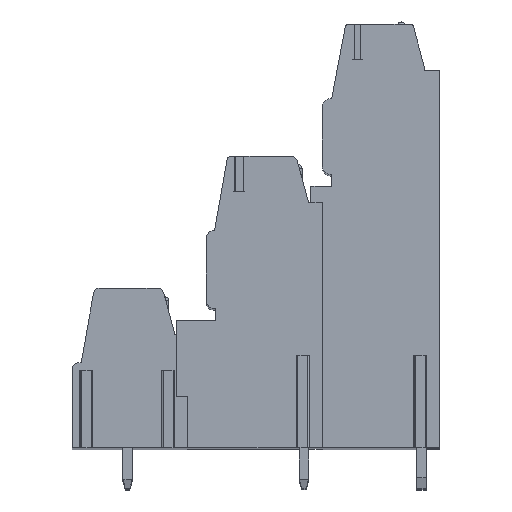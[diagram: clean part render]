
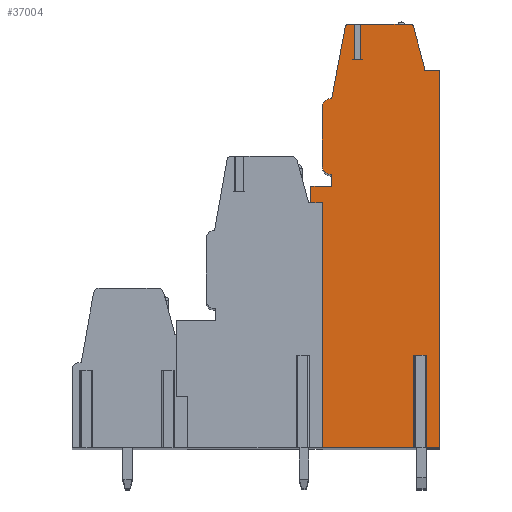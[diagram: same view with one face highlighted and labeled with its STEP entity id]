
A CAD part, top view. The second image highlights one B-rep face of the part: STEP entity #37004.
In plain terms, the highlighted planar face has unit normal (0, 0, 1).
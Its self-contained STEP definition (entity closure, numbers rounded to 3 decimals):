
#13=DIRECTION('',(0.,1.,0.));
#14=VECTOR('',#13,14.45);
#15=CARTESIAN_POINT('',(1.,-19.1,88.9));
#16=LINE('',#15,#14);
#17=DIRECTION('',(0.,-1.,0.));
#18=VECTOR('',#17,1.45);
#19=CARTESIAN_POINT('',(0.,3.5,88.9));
#20=LINE('',#19,#18);
#21=DIRECTION('',(-1.,0.,0.));
#22=VECTOR('',#21,1.8);
#23=CARTESIAN_POINT('',(1.8,3.5,88.9));
#24=LINE('',#23,#22);
#25=DIRECTION('',(0.,-1.,0.));
#26=VECTOR('',#25,1.);
#27=CARTESIAN_POINT('',(1.8,4.5,88.9));
#28=LINE('',#27,#26);
#29=CARTESIAN_POINT('',(1.8,5.3,88.9));
#30=DIRECTION('',(0.,0.,1.));
#31=DIRECTION('',(-1.,0.,0.));
#32=AXIS2_PLACEMENT_3D('',#29,#30,#31);
#34=DIRECTION('',(0.,-1.,0.));
#35=VECTOR('',#34,5.);
#36=CARTESIAN_POINT('',(1.,10.3,88.9));
#37=LINE('',#36,#35);
#38=CARTESIAN_POINT('',(1.8,10.3,88.9));
#39=DIRECTION('',(0.,0.,1.));
#40=DIRECTION('',(0.,1.,0.));
#41=AXIS2_PLACEMENT_3D('',#38,#39,#40);
#43=DIRECTION('',(-0.186,-0.983,0.));
#44=VECTOR('',#43,6.265);
#45=CARTESIAN_POINT('',(2.964,17.256,88.9));
#46=LINE('',#45,#44);
#47=CARTESIAN_POINT('',(3.259,17.2,88.9));
#48=DIRECTION('',(0.,0.,1.));
#49=DIRECTION('',(0.,1.,0.));
#50=AXIS2_PLACEMENT_3D('',#47,#48,#49);
#52=DIRECTION('',(-1.,0.,0.));
#53=VECTOR('',#52,0.551);
#54=CARTESIAN_POINT('',(3.81,17.5,88.9));
#55=LINE('',#54,#53);
#56=DIRECTION('',(0.,-1.,0.));
#57=VECTOR('',#56,3.05);
#58=CARTESIAN_POINT('',(3.81,17.5,88.9));
#59=LINE('',#58,#57);
#60=DIRECTION('',(1.,0.,0.));
#61=VECTOR('',#60,0.5);
#62=CARTESIAN_POINT('',(3.81,14.45,88.9));
#63=LINE('',#62,#61);
#64=DIRECTION('',(0.,-1.,0.));
#65=VECTOR('',#64,3.05);
#66=CARTESIAN_POINT('',(4.31,17.5,88.9));
#67=LINE('',#66,#65);
#68=DIRECTION('',(-1.,0.,0.));
#69=VECTOR('',#68,4.27);
#70=CARTESIAN_POINT('',(8.58,17.5,88.9));
#71=LINE('',#70,#69);
#72=CARTESIAN_POINT('',(8.58,17.2,88.9));
#73=DIRECTION('',(0.,0.,1.));
#74=DIRECTION('',(0.965,0.261,0.));
#75=AXIS2_PLACEMENT_3D('',#72,#73,#74);
#77=DIRECTION('',(-0.261,0.965,0.));
#78=VECTOR('',#77,3.539);
#79=CARTESIAN_POINT('',(9.792,13.861,88.9));
#80=LINE('',#79,#78);
#81=DIRECTION('',(-0.035,0.999,0.));
#82=VECTOR('',#81,0.361);
#83=CARTESIAN_POINT('',(9.805,13.5,88.9));
#84=LINE('',#83,#82);
#85=DIRECTION('',(-1.,0.,0.));
#86=VECTOR('',#85,1.355);
#87=CARTESIAN_POINT('',(11.16,13.5,88.9));
#88=LINE('',#87,#86);
#89=DIRECTION('',(0.,1.,0.));
#90=VECTOR('',#89,32.6);
#91=CARTESIAN_POINT('',(11.16,-19.1,88.9));
#92=LINE('',#91,#90);
#93=DIRECTION('',(1.,0.,0.));
#94=VECTOR('',#93,1.39);
#95=CARTESIAN_POINT('',(9.77,-19.1,88.9));
#96=LINE('',#95,#94);
#97=DIRECTION('',(0.,1.,0.));
#98=VECTOR('',#97,8.);
#99=CARTESIAN_POINT('',(9.77,-19.1,88.9));
#100=LINE('',#99,#98);
#101=DIRECTION('',(-1.,0.,0.));
#102=VECTOR('',#101,0.62);
#103=CARTESIAN_POINT('',(9.77,-11.1,88.9));
#104=LINE('',#103,#102);
#105=DIRECTION('',(0.,1.,0.));
#106=VECTOR('',#105,8.);
#107=CARTESIAN_POINT('',(9.15,-19.1,88.9));
#108=LINE('',#107,#106);
#109=DIRECTION('',(1.,0.,0.));
#110=VECTOR('',#109,8.15);
#111=CARTESIAN_POINT('',(1.,-19.1,88.9));
#112=LINE('',#111,#110);
#133=DIRECTION('',(-1.,0.,0.));
#134=VECTOR('',#133,1.195);
#135=CARTESIAN_POINT('',(1.,-4.65,88.9));
#136=LINE('',#135,#134);
#141=DIRECTION('',(-1.,0.,0.));
#142=VECTOR('',#141,0.195);
#143=CARTESIAN_POINT('',(0.,2.05,88.9));
#144=LINE('',#143,#142);
#865=DIRECTION('',(0.,-1.,0.));
#866=VECTOR('',#865,6.7);
#867=CARTESIAN_POINT('',(-0.195,2.05,88.9));
#868=LINE('',#867,#866);
#29207=CARTESIAN_POINT('',(11.16,-19.1,88.9));
#29208=CARTESIAN_POINT('',(11.16,13.5,88.9));
#29209=VERTEX_POINT('',#29207);
#29210=VERTEX_POINT('',#29208);
#29211=CARTESIAN_POINT('',(9.805,13.5,88.9));
#29212=VERTEX_POINT('',#29211);
#29213=CARTESIAN_POINT('',(9.792,13.861,88.9));
#29214=VERTEX_POINT('',#29213);
#29215=CARTESIAN_POINT('',(8.87,17.278,88.9));
#29216=VERTEX_POINT('',#29215);
#29217=CARTESIAN_POINT('',(8.58,17.5,88.9));
#29218=VERTEX_POINT('',#29217);
#29219=CARTESIAN_POINT('',(3.259,17.5,88.9));
#29220=CARTESIAN_POINT('',(2.964,17.256,88.9));
#29221=VERTEX_POINT('',#29219);
#29222=VERTEX_POINT('',#29220);
#29223=CARTESIAN_POINT('',(1.8,11.1,88.9));
#29224=VERTEX_POINT('',#29223);
#29225=CARTESIAN_POINT('',(1.,10.3,88.9));
#29226=VERTEX_POINT('',#29225);
#29227=CARTESIAN_POINT('',(1.,5.3,88.9));
#29228=VERTEX_POINT('',#29227);
#29229=CARTESIAN_POINT('',(1.8,4.5,88.9));
#29230=VERTEX_POINT('',#29229);
#29231=CARTESIAN_POINT('',(1.8,3.5,88.9));
#29232=VERTEX_POINT('',#29231);
#29233=CARTESIAN_POINT('',(0.,3.5,88.9));
#29234=VERTEX_POINT('',#29233);
#29333=CARTESIAN_POINT('',(1.,-19.1,88.9));
#29334=VERTEX_POINT('',#29333);
#29359=CARTESIAN_POINT('',(9.77,-11.1,88.9));
#29360=CARTESIAN_POINT('',(9.15,-11.1,88.9));
#29361=VERTEX_POINT('',#29359);
#29362=VERTEX_POINT('',#29360);
#29363=CARTESIAN_POINT('',(9.77,-19.1,88.9));
#29364=VERTEX_POINT('',#29363);
#29365=CARTESIAN_POINT('',(9.15,-19.1,88.9));
#29366=VERTEX_POINT('',#29365);
#29403=CARTESIAN_POINT('',(3.81,14.45,88.9));
#29404=CARTESIAN_POINT('',(4.31,14.45,88.9));
#29405=VERTEX_POINT('',#29403);
#29406=VERTEX_POINT('',#29404);
#29407=CARTESIAN_POINT('',(4.31,17.5,88.9));
#29408=VERTEX_POINT('',#29407);
#29409=CARTESIAN_POINT('',(3.81,17.5,88.9));
#29410=VERTEX_POINT('',#29409);
#29787=CARTESIAN_POINT('',(-0.195,-4.65,88.9));
#29789=VERTEX_POINT('',#29787);
#29791=CARTESIAN_POINT('',(0.,2.05,88.9));
#29792=CARTESIAN_POINT('',(-0.195,2.05,88.9));
#29793=VERTEX_POINT('',#29791);
#29794=VERTEX_POINT('',#29792);
#29799=CARTESIAN_POINT('',(1.,-4.65,88.9));
#29801=VERTEX_POINT('',#29799);
#36943=CARTESIAN_POINT('',(0.,0.,88.9));
#36944=DIRECTION('',(0.,0.,1.));
#36945=DIRECTION('',(1.,0.,0.));
#36946=AXIS2_PLACEMENT_3D('',#36943,#36944,#36945);
#36947=PLANE('',#36946);
#36949=ORIENTED_EDGE('',*,*,#36948,.T.);
#36951=ORIENTED_EDGE('',*,*,#36950,.T.);
#36953=ORIENTED_EDGE('',*,*,#36952,.F.);
#36955=ORIENTED_EDGE('',*,*,#36954,.F.);
#36957=ORIENTED_EDGE('',*,*,#36956,.F.);
#36959=ORIENTED_EDGE('',*,*,#36958,.F.);
#36961=ORIENTED_EDGE('',*,*,#36960,.F.);
#36963=ORIENTED_EDGE('',*,*,#36962,.F.);
#36965=ORIENTED_EDGE('',*,*,#36964,.F.);
#36967=ORIENTED_EDGE('',*,*,#36966,.F.);
#36969=ORIENTED_EDGE('',*,*,#36968,.F.);
#36971=ORIENTED_EDGE('',*,*,#36970,.F.);
#36973=ORIENTED_EDGE('',*,*,#36972,.F.);
#36975=ORIENTED_EDGE('',*,*,#36974,.T.);
#36977=ORIENTED_EDGE('',*,*,#36976,.T.);
#36979=ORIENTED_EDGE('',*,*,#36978,.F.);
#36981=ORIENTED_EDGE('',*,*,#36980,.F.);
#36983=ORIENTED_EDGE('',*,*,#36982,.F.);
#36985=ORIENTED_EDGE('',*,*,#36984,.F.);
#36987=ORIENTED_EDGE('',*,*,#36986,.F.);
#36989=ORIENTED_EDGE('',*,*,#36988,.F.);
#36991=ORIENTED_EDGE('',*,*,#36990,.F.);
#36993=ORIENTED_EDGE('',*,*,#36992,.F.);
#36995=ORIENTED_EDGE('',*,*,#36994,.T.);
#36997=ORIENTED_EDGE('',*,*,#36996,.T.);
#36999=ORIENTED_EDGE('',*,*,#36998,.F.);
#37001=ORIENTED_EDGE('',*,*,#37000,.F.);
#37002=EDGE_LOOP('',(#36949,#36951,#36953,#36955,#36957,#36959,#36961,#36963,
#36965,#36967,#36969,#36971,#36973,#36975,#36977,#36979,#36981,#36983,#36985,
#36987,#36989,#36991,#36993,#36995,#36997,#36999,#37001));
#37003=FACE_OUTER_BOUND('',#37002,.F.);
#33=CIRCLE('',#32,0.8);
#42=CIRCLE('',#41,0.8);
#51=CIRCLE('',#50,0.3);
#76=CIRCLE('',#75,0.3);
#36948=EDGE_CURVE('',#29334,#29801,#16,.T.);
#36950=EDGE_CURVE('',#29801,#29789,#136,.T.);
#36952=EDGE_CURVE('',#29794,#29789,#868,.T.);
#36954=EDGE_CURVE('',#29793,#29794,#144,.T.);
#36956=EDGE_CURVE('',#29234,#29793,#20,.T.);
#36958=EDGE_CURVE('',#29232,#29234,#24,.T.);
#36960=EDGE_CURVE('',#29230,#29232,#28,.T.);
#36962=EDGE_CURVE('',#29228,#29230,#33,.T.);
#36964=EDGE_CURVE('',#29226,#29228,#37,.T.);
#36966=EDGE_CURVE('',#29224,#29226,#42,.T.);
#36968=EDGE_CURVE('',#29222,#29224,#46,.T.);
#36970=EDGE_CURVE('',#29221,#29222,#51,.T.);
#36972=EDGE_CURVE('',#29410,#29221,#55,.T.);
#36974=EDGE_CURVE('',#29410,#29405,#59,.T.);
#36976=EDGE_CURVE('',#29405,#29406,#63,.T.);
#36978=EDGE_CURVE('',#29408,#29406,#67,.T.);
#36980=EDGE_CURVE('',#29218,#29408,#71,.T.);
#36982=EDGE_CURVE('',#29216,#29218,#76,.T.);
#36984=EDGE_CURVE('',#29214,#29216,#80,.T.);
#36986=EDGE_CURVE('',#29212,#29214,#84,.T.);
#36988=EDGE_CURVE('',#29210,#29212,#88,.T.);
#36990=EDGE_CURVE('',#29209,#29210,#92,.T.);
#36992=EDGE_CURVE('',#29364,#29209,#96,.T.);
#36994=EDGE_CURVE('',#29364,#29361,#100,.T.);
#36996=EDGE_CURVE('',#29361,#29362,#104,.T.);
#36998=EDGE_CURVE('',#29366,#29362,#108,.T.);
#37000=EDGE_CURVE('',#29334,#29366,#112,.T.);
#37004=ADVANCED_FACE('',(#37003),#36947,.T.);
